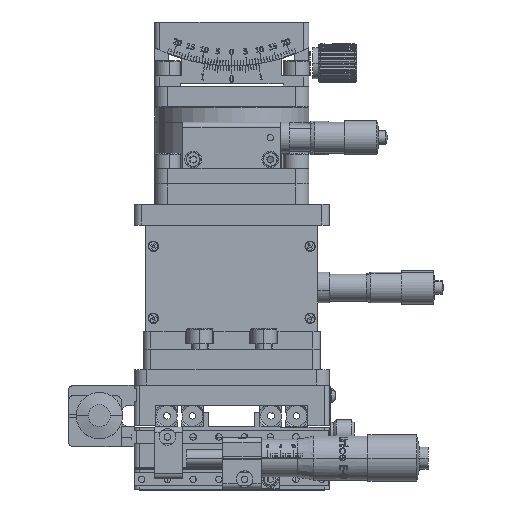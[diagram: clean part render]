
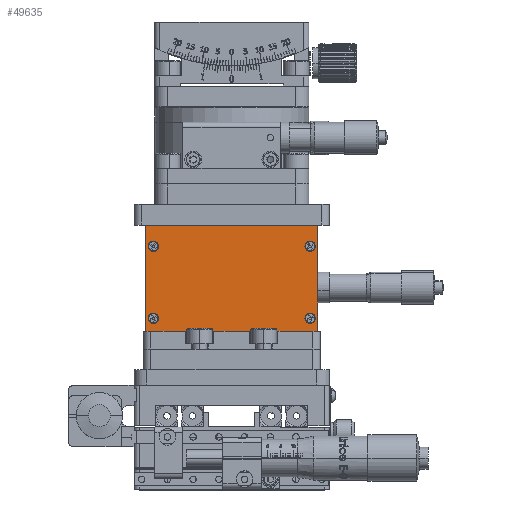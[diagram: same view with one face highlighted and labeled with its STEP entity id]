
A CAD part, top view. The second image highlights one B-rep face of the part: STEP entity #49635.
In plain terms, the highlighted planar face has unit normal (0, 0, 1).
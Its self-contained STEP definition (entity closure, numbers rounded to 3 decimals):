
#1420 = CARTESIAN_POINT ( 'NONE',  ( -30.5, 86.2, 29.5 ) ) ;
#2473 = CARTESIAN_POINT ( 'NONE',  ( 30.5, 84.2, 29.5 ) ) ;
#2836 = DIRECTION ( 'NONE',  ( 0., 0., 1. ) ) ;
#3076 = DIRECTION ( 'NONE',  ( 0., -1., 0. ) ) ;
#4911 = DIRECTION ( 'NONE',  ( 1., 0., 0. ) ) ;
#7155 = CARTESIAN_POINT ( 'NONE',  ( -30.5, 84.2, 29.5 ) ) ;
#7175 = ORIENTED_EDGE ( 'NONE', *, *, #49727, .F. ) ;
#7199 = AXIS2_PLACEMENT_3D ( 'NONE', #46023, #38461, #65642 ) ;
#10756 = CIRCLE ( 'NONE', #36344, 2. ) ;
#11368 = DIRECTION ( 'NONE',  ( 0., 0., 1. ) ) ;
#11767 = EDGE_LOOP ( 'NONE', ( #59230, #56090, #33974, #76936 ) ) ;
#12211 = AXIS2_PLACEMENT_3D ( 'NONE', #14983, #42091, #43858 ) ;
#12576 = CARTESIAN_POINT ( 'NONE',  ( -33.5, 94.2, 29.5 ) ) ;
#13396 = CARTESIAN_POINT ( 'NONE',  ( -30.5, 58.2, 29.5 ) ) ;
#14983 = CARTESIAN_POINT ( 'NONE',  ( -33.5, 53.2, 29.5 ) ) ;
#15366 = VERTEX_POINT ( 'NONE', #46936 ) ;
#16213 = ORIENTED_EDGE ( 'NONE', *, *, #28236, .F. ) ;
#17149 = CARTESIAN_POINT ( 'NONE',  ( 30.5, 86.2, 29.5 ) ) ;
#17305 = EDGE_LOOP ( 'NONE', ( #75383, #39311 ) ) ;
#17349 = AXIS2_PLACEMENT_3D ( 'NONE', #23326, #2836, #64261 ) ;
#19252 = AXIS2_PLACEMENT_3D ( 'NONE', #1420, #22377, #49527 ) ;
#19315 = VERTEX_POINT ( 'NONE', #68839 ) ;
#19603 = CIRCLE ( 'NONE', #32354, 2. ) ;
#20087 = EDGE_CURVE ( 'NONE', #22503, #65638, #79695, .T. ) ;
#21195 = CARTESIAN_POINT ( 'NONE',  ( 33.5, 53.2, 29.5 ) ) ;
#21638 = CIRCLE ( 'NONE', #54344, 2. ) ;
#21650 = FACE_OUTER_BOUND ( 'NONE', #11767, .T. ) ;
#21744 = VERTEX_POINT ( 'NONE', #65539 ) ;
#22377 = DIRECTION ( 'NONE',  ( 0., 0., 1. ) ) ;
#22503 = VERTEX_POINT ( 'NONE', #67453 ) ;
#23250 = LINE ( 'NONE', #57960, #35770 ) ;
#23326 = CARTESIAN_POINT ( 'NONE',  ( 30.5, 86.2, 29.5 ) ) ;
#24238 = EDGE_CURVE ( 'NONE', #21744, #15366, #21638, .T. ) ;
#28236 = EDGE_CURVE ( 'NONE', #80968, #42120, #55742, .T. ) ;
#28593 = EDGE_CURVE ( 'NONE', #65638, #72565, #23250, .T. ) ;
#30897 = ORIENTED_EDGE ( 'NONE', *, *, #57156, .F. ) ;
#31758 = VERTEX_POINT ( 'NONE', #69295 ) ;
#32354 = AXIS2_PLACEMENT_3D ( 'NONE', #84135, #77458, #3076 ) ;
#33040 = EDGE_CURVE ( 'NONE', #31758, #46104, #80238, .T. ) ;
#33104 = DIRECTION ( 'NONE',  ( 0., -1., 0. ) ) ;
#33435 = CARTESIAN_POINT ( 'NONE',  ( 30.5, 88.2, 29.5 ) ) ;
#33750 = VECTOR ( 'NONE', #33104, 1000. ) ;
#33974 = ORIENTED_EDGE ( 'NONE', *, *, #28593, .T. ) ;
#34986 = FACE_BOUND ( 'NONE', #78590, .T. ) ;
#35770 = VECTOR ( 'NONE', #44126, 1000. ) ;
#35834 = VERTEX_POINT ( 'NONE', #75257 ) ;
#36344 = AXIS2_PLACEMENT_3D ( 'NONE', #17149, #11368, #38472 ) ;
#37880 = CARTESIAN_POINT ( 'NONE',  ( -30.5, 86.2, 29.5 ) ) ;
#38008 = VECTOR ( 'NONE', #86486, 1000. ) ;
#38461 = DIRECTION ( 'NONE',  ( 0., 0., 1. ) ) ;
#38472 = DIRECTION ( 'NONE',  ( 0., -1., 0. ) ) ;
#39210 = DIRECTION ( 'NONE',  ( 0., 0., 1. ) ) ;
#39311 = ORIENTED_EDGE ( 'NONE', *, *, #33040, .F. ) ;
#39510 = VERTEX_POINT ( 'NONE', #67237 ) ;
#39770 = LINE ( 'NONE', #66955, #33750 ) ;
#40570 = CIRCLE ( 'NONE', #19252, 2. ) ;
#41861 = VECTOR ( 'NONE', #4911, 1000. ) ;
#42091 = DIRECTION ( 'NONE',  ( 0., 0., 1. ) ) ;
#42120 = VERTEX_POINT ( 'NONE', #2473 ) ;
#43858 = DIRECTION ( 'NONE',  ( 0., -1., 0. ) ) ;
#44126 = DIRECTION ( 'NONE',  ( 0., 1., 0. ) ) ;
#45410 = DIRECTION ( 'NONE',  ( 0., 0., 1. ) ) ;
#46023 = CARTESIAN_POINT ( 'NONE',  ( -30.5, 58.2, 29.5 ) ) ;
#46104 = VERTEX_POINT ( 'NONE', #7155 ) ;
#46805 = LINE ( 'NONE', #12576, #38008 ) ;
#46932 = CARTESIAN_POINT ( 'NONE',  ( 33.5, 94.2, 29.5 ) ) ;
#46936 = CARTESIAN_POINT ( 'NONE',  ( -30.5, 60.2, 29.5 ) ) ;
#46947 = CIRCLE ( 'NONE', #7199, 2. ) ;
#49527 = DIRECTION ( 'NONE',  ( 0., -1., 0. ) ) ;
#49635 = ADVANCED_FACE ( 'NONE', ( #55045, #68849, #34986, #62162, #21650 ), #75975, .T. ) ;
#49727 = EDGE_CURVE ( 'NONE', #42120, #80968, #10756, .T. ) ;
#49816 = ORIENTED_EDGE ( 'NONE', *, *, #24238, .F. ) ;
#51573 = EDGE_CURVE ( 'NONE', #46104, #31758, #40570, .T. ) ;
#54344 = AXIS2_PLACEMENT_3D ( 'NONE', #13396, #39210, #60139 ) ;
#54805 = EDGE_LOOP ( 'NONE', ( #49816, #86243 ) ) ;
#55045 = FACE_BOUND ( 'NONE', #17305, .T. ) ;
#55742 = CIRCLE ( 'NONE', #17349, 2. ) ;
#56090 = ORIENTED_EDGE ( 'NONE', *, *, #20087, .T. ) ;
#57156 = EDGE_CURVE ( 'NONE', #39510, #19315, #62049, .T. ) ;
#57960 = CARTESIAN_POINT ( 'NONE',  ( 33.5, 94.2, 29.5 ) ) ;
#58392 = EDGE_CURVE ( 'NONE', #19315, #39510, #19603, .T. ) ;
#59230 = ORIENTED_EDGE ( 'NONE', *, *, #76607, .T. ) ;
#60139 = DIRECTION ( 'NONE',  ( 0., -1., 0. ) ) ;
#61326 = EDGE_CURVE ( 'NONE', #15366, #21744, #46947, .T. ) ;
#62049 = CIRCLE ( 'NONE', #87684, 2. ) ;
#62162 = FACE_BOUND ( 'NONE', #77007, .T. ) ;
#64261 = DIRECTION ( 'NONE',  ( 0., -1., 0. ) ) ;
#65539 = CARTESIAN_POINT ( 'NONE',  ( -30.5, 56.2, 29.5 ) ) ;
#65638 = VERTEX_POINT ( 'NONE', #21195 ) ;
#65642 = DIRECTION ( 'NONE',  ( 0., -1., 0. ) ) ;
#65990 = AXIS2_PLACEMENT_3D ( 'NONE', #37880, #73061, #72617 ) ;
#66955 = CARTESIAN_POINT ( 'NONE',  ( -33.5, 94.2, 29.5 ) ) ;
#67237 = CARTESIAN_POINT ( 'NONE',  ( 30.5, 60.2, 29.5 ) ) ;
#67453 = CARTESIAN_POINT ( 'NONE',  ( -33.5, 53.2, 29.5 ) ) ;
#68839 = CARTESIAN_POINT ( 'NONE',  ( 30.5, 56.2, 29.5 ) ) ;
#68849 = FACE_BOUND ( 'NONE', #54805, .T. ) ;
#69295 = CARTESIAN_POINT ( 'NONE',  ( -30.5, 88.2, 29.5 ) ) ;
#72180 = CARTESIAN_POINT ( 'NONE',  ( 30.5, 58.2, 29.5 ) ) ;
#72565 = VERTEX_POINT ( 'NONE', #46932 ) ;
#72617 = DIRECTION ( 'NONE',  ( 0., -1., 0. ) ) ;
#73019 = CARTESIAN_POINT ( 'NONE',  ( -33.5, 53.2, 29.5 ) ) ;
#73061 = DIRECTION ( 'NONE',  ( 0., 0., 1. ) ) ;
#75257 = CARTESIAN_POINT ( 'NONE',  ( -33.5, 94.2, 29.5 ) ) ;
#75383 = ORIENTED_EDGE ( 'NONE', *, *, #51573, .F. ) ;
#75975 = PLANE ( 'NONE',  #12211 ) ;
#76607 = EDGE_CURVE ( 'NONE', #35834, #22503, #39770, .T. ) ;
#76854 = EDGE_CURVE ( 'NONE', #72565, #35834, #46805, .T. ) ;
#76936 = ORIENTED_EDGE ( 'NONE', *, *, #76854, .T. ) ;
#77007 = EDGE_LOOP ( 'NONE', ( #7175, #16213 ) ) ;
#77458 = DIRECTION ( 'NONE',  ( 0., 0., 1. ) ) ;
#78590 = EDGE_LOOP ( 'NONE', ( #79575, #30897 ) ) ;
#79575 = ORIENTED_EDGE ( 'NONE', *, *, #58392, .F. ) ;
#79695 = LINE ( 'NONE', #73019, #41861 ) ;
#79721 = DIRECTION ( 'NONE',  ( 0., -1., 0. ) ) ;
#80238 = CIRCLE ( 'NONE', #65990, 2. ) ;
#80968 = VERTEX_POINT ( 'NONE', #33435 ) ;
#84135 = CARTESIAN_POINT ( 'NONE',  ( 30.5, 58.2, 29.5 ) ) ;
#86243 = ORIENTED_EDGE ( 'NONE', *, *, #61326, .F. ) ;
#86486 = DIRECTION ( 'NONE',  ( -1., 0., 0. ) ) ;
#87684 = AXIS2_PLACEMENT_3D ( 'NONE', #72180, #45410, #79721 ) ;
